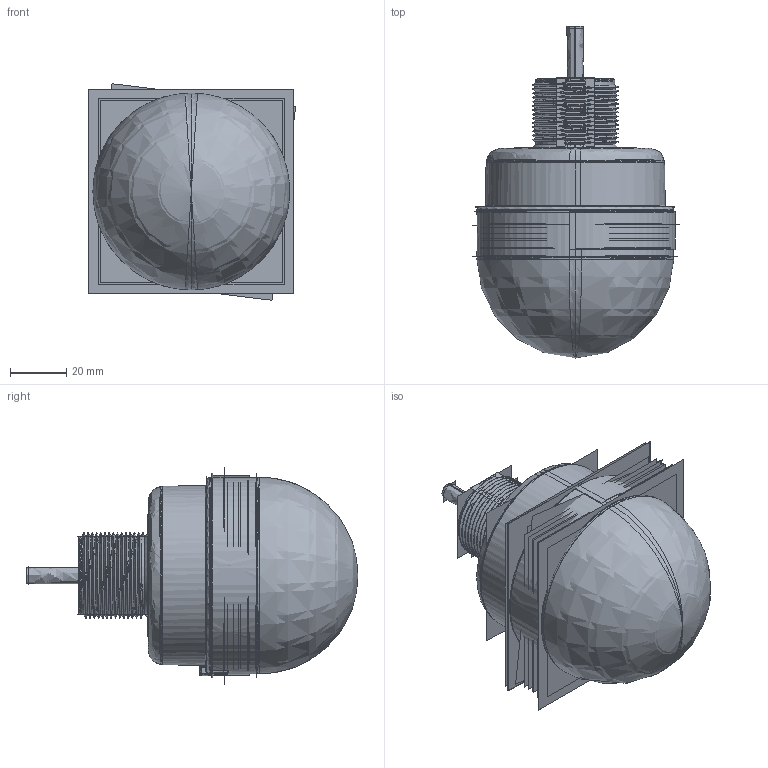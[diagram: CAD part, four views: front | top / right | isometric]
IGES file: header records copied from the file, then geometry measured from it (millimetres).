
Start section:  PTC IGES file: 193834.igs
Global section: file name: 193834.igs; native system: Creo Parametric by Parametric Technology Corporation; preprocessor: 2013230; author: pdmadmin; organization: Unknown; date: 20160229.155618; units: millimetre
Bounding box: 73.76 x 118.05 x 76.98 mm (x, y, z)
Volume: 83708.9 mm3; surface area: 444962.1 mm2
Topology: 5 solids, 6 shells, 1628 faces, 8029 edges, 10080 vertices
Faces by surface type: revolution 896, bspline 732
